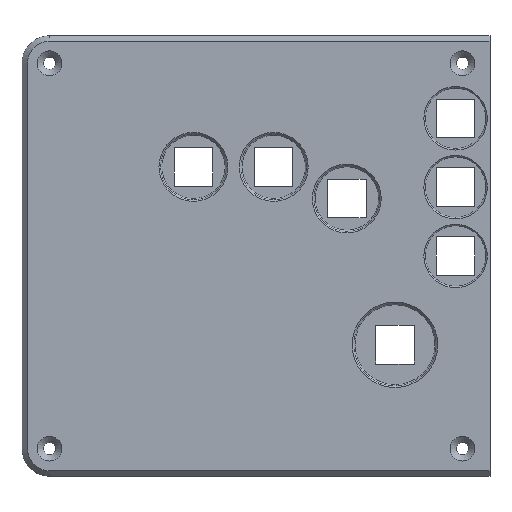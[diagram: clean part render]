
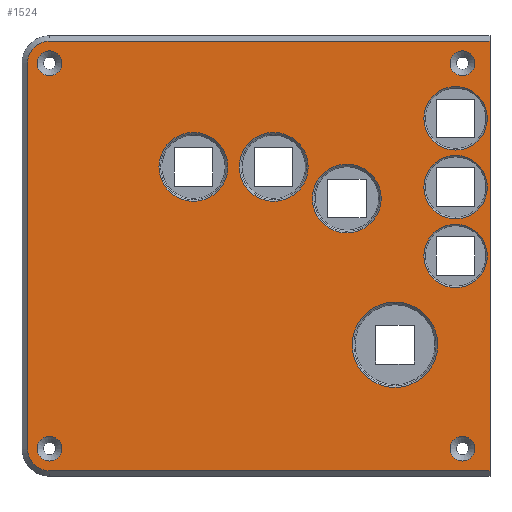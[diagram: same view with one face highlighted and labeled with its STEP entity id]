
A CAD part, top view. The second image highlights one B-rep face of the part: STEP entity #1524.
In plain terms, the highlighted planar face has unit normal (0, 0, 1).
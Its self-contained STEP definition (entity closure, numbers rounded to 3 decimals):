
#37=FACE_BOUND('',#259,.T.);
#38=FACE_BOUND('',#260,.T.);
#39=FACE_BOUND('',#261,.T.);
#40=FACE_BOUND('',#262,.T.);
#41=FACE_BOUND('',#263,.T.);
#42=FACE_BOUND('',#264,.T.);
#43=FACE_BOUND('',#265,.T.);
#44=FACE_BOUND('',#266,.T.);
#45=FACE_BOUND('',#267,.T.);
#46=FACE_BOUND('',#268,.T.);
#47=FACE_BOUND('',#269,.T.);
#63=PLANE('',#1667);
#145=FACE_OUTER_BOUND('',#258,.T.);
#258=EDGE_LOOP('',(#1188,#1189,#1190,#1191,#1192,#1193));
#259=EDGE_LOOP('',(#1194));
#260=EDGE_LOOP('',(#1195));
#261=EDGE_LOOP('',(#1196));
#262=EDGE_LOOP('',(#1197));
#263=EDGE_LOOP('',(#1198));
#264=EDGE_LOOP('',(#1199));
#265=EDGE_LOOP('',(#1200));
#266=EDGE_LOOP('',(#1201));
#267=EDGE_LOOP('',(#1202));
#268=EDGE_LOOP('',(#1203));
#269=EDGE_LOOP('',(#1204));
#400=LINE('',#2445,#546);
#401=LINE('',#2449,#547);
#402=LINE('',#2453,#548);
#403=LINE('',#2454,#549);
#546=VECTOR('',#1960,10.);
#547=VECTOR('',#1963,10.);
#548=VECTOR('',#1966,10.);
#549=VECTOR('',#1967,10.);
#663=CIRCLE('',#1665,11.525);
#665=CIRCLE('',#1668,8.);
#666=CIRCLE('',#1669,8.);
#667=CIRCLE('',#1670,11.525);
#668=CIRCLE('',#1671,12.525);
#669=CIRCLE('',#1672,15.525);
#670=CIRCLE('',#1673,4.5);
#671=CIRCLE('',#1674,4.5);
#672=CIRCLE('',#1675,4.5);
#673=CIRCLE('',#1676,4.5);
#674=CIRCLE('',#1677,12.525);
#675=CIRCLE('',#1678,12.525);
#676=CIRCLE('',#1679,11.525);
#779=VERTEX_POINT('',#2437);
#781=VERTEX_POINT('',#2443);
#782=VERTEX_POINT('',#2444);
#783=VERTEX_POINT('',#2446);
#784=VERTEX_POINT('',#2448);
#785=VERTEX_POINT('',#2450);
#786=VERTEX_POINT('',#2452);
#787=VERTEX_POINT('',#2455);
#788=VERTEX_POINT('',#2457);
#789=VERTEX_POINT('',#2459);
#790=VERTEX_POINT('',#2461);
#791=VERTEX_POINT('',#2463);
#792=VERTEX_POINT('',#2465);
#793=VERTEX_POINT('',#2467);
#794=VERTEX_POINT('',#2469);
#795=VERTEX_POINT('',#2471);
#796=VERTEX_POINT('',#2473);
#932=EDGE_CURVE('',#779,#779,#663,.T.);
#935=EDGE_CURVE('',#781,#782,#400,.T.);
#936=EDGE_CURVE('',#782,#783,#665,.T.);
#937=EDGE_CURVE('',#783,#784,#401,.T.);
#938=EDGE_CURVE('',#784,#785,#666,.T.);
#939=EDGE_CURVE('',#785,#786,#402,.T.);
#940=EDGE_CURVE('',#781,#786,#403,.T.);
#941=EDGE_CURVE('',#787,#787,#667,.T.);
#942=EDGE_CURVE('',#788,#788,#668,.T.);
#943=EDGE_CURVE('',#789,#789,#669,.T.);
#944=EDGE_CURVE('',#790,#790,#670,.T.);
#945=EDGE_CURVE('',#791,#791,#671,.T.);
#946=EDGE_CURVE('',#792,#792,#672,.T.);
#947=EDGE_CURVE('',#793,#793,#673,.T.);
#948=EDGE_CURVE('',#794,#794,#674,.T.);
#949=EDGE_CURVE('',#795,#795,#675,.T.);
#950=EDGE_CURVE('',#796,#796,#676,.T.);
#1188=ORIENTED_EDGE('',*,*,#935,.T.);
#1189=ORIENTED_EDGE('',*,*,#936,.T.);
#1190=ORIENTED_EDGE('',*,*,#937,.T.);
#1191=ORIENTED_EDGE('',*,*,#938,.T.);
#1192=ORIENTED_EDGE('',*,*,#939,.T.);
#1193=ORIENTED_EDGE('',*,*,#940,.F.);
#1194=ORIENTED_EDGE('',*,*,#941,.F.);
#1195=ORIENTED_EDGE('',*,*,#942,.F.);
#1196=ORIENTED_EDGE('',*,*,#943,.F.);
#1197=ORIENTED_EDGE('',*,*,#944,.T.);
#1198=ORIENTED_EDGE('',*,*,#945,.T.);
#1199=ORIENTED_EDGE('',*,*,#946,.T.);
#1200=ORIENTED_EDGE('',*,*,#947,.T.);
#1201=ORIENTED_EDGE('',*,*,#948,.F.);
#1202=ORIENTED_EDGE('',*,*,#949,.F.);
#1203=ORIENTED_EDGE('',*,*,#950,.F.);
#1204=ORIENTED_EDGE('',*,*,#932,.F.);
#1524=ADVANCED_FACE('',(#145,#37,#38,#39,#40,#41,#42,#43,#44,#45,#46,#47),
#63,.F.);
#1665=AXIS2_PLACEMENT_3D('',#2438,#1953,#1954);
#1667=AXIS2_PLACEMENT_3D('',#2442,#1958,#1959);
#1668=AXIS2_PLACEMENT_3D('',#2447,#1961,#1962);
#1669=AXIS2_PLACEMENT_3D('',#2451,#1964,#1965);
#1670=AXIS2_PLACEMENT_3D('',#2456,#1968,#1969);
#1671=AXIS2_PLACEMENT_3D('',#2458,#1970,#1971);
#1672=AXIS2_PLACEMENT_3D('',#2460,#1972,#1973);
#1673=AXIS2_PLACEMENT_3D('',#2462,#1974,#1975);
#1674=AXIS2_PLACEMENT_3D('',#2464,#1976,#1977);
#1675=AXIS2_PLACEMENT_3D('',#2466,#1978,#1979);
#1676=AXIS2_PLACEMENT_3D('',#2468,#1980,#1981);
#1677=AXIS2_PLACEMENT_3D('',#2470,#1982,#1983);
#1678=AXIS2_PLACEMENT_3D('',#2472,#1984,#1985);
#1679=AXIS2_PLACEMENT_3D('',#2474,#1986,#1987);
#1953=DIRECTION('center_axis',(0.,0.,1.));
#1954=DIRECTION('ref_axis',(-1.,0.,0.));
#1958=DIRECTION('center_axis',(0.,0.,-1.));
#1959=DIRECTION('ref_axis',(1.,0.,0.));
#1960=DIRECTION('',(-1.,0.,0.));
#1961=DIRECTION('center_axis',(0.,0.,1.));
#1962=DIRECTION('ref_axis',(-1.,0.,0.));
#1963=DIRECTION('',(0.,-1.,0.));
#1964=DIRECTION('center_axis',(0.,0.,1.));
#1965=DIRECTION('ref_axis',(0.,-1.,0.));
#1966=DIRECTION('',(1.,0.,0.));
#1967=DIRECTION('',(0.,-1.,0.));
#1968=DIRECTION('center_axis',(0.,0.,1.));
#1969=DIRECTION('ref_axis',(-1.,0.,0.));
#1970=DIRECTION('center_axis',(0.,0.,1.));
#1971=DIRECTION('ref_axis',(-1.,0.,0.));
#1972=DIRECTION('center_axis',(0.,0.,1.));
#1973=DIRECTION('ref_axis',(-1.,0.,0.));
#1974=DIRECTION('center_axis',(0.,0.,-1.));
#1975=DIRECTION('ref_axis',(1.,0.,0.));
#1976=DIRECTION('center_axis',(0.,0.,-1.));
#1977=DIRECTION('ref_axis',(1.,0.,0.));
#1978=DIRECTION('center_axis',(0.,0.,-1.));
#1979=DIRECTION('ref_axis',(1.,0.,0.));
#1980=DIRECTION('center_axis',(0.,0.,-1.));
#1981=DIRECTION('ref_axis',(1.,0.,0.));
#1982=DIRECTION('center_axis',(0.,0.,1.));
#1983=DIRECTION('ref_axis',(-1.,0.,0.));
#1984=DIRECTION('center_axis',(0.,0.,1.));
#1985=DIRECTION('ref_axis',(-1.,0.,0.));
#1986=DIRECTION('center_axis',(0.,0.,1.));
#1987=DIRECTION('ref_axis',(-1.,0.,0.));
#2437=CARTESIAN_POINT('',(-0.975,50.,26.));
#2438=CARTESIAN_POINT('Origin',(-12.5,50.,26.));
#2442=CARTESIAN_POINT('Origin',(-85.,0.,26.));
#2443=CARTESIAN_POINT('',(-0.001,78.,26.));
#2444=CARTESIAN_POINT('',(-160.,78.,26.));
#2445=CARTESIAN_POINT('',(-122.5,78.,26.));
#2446=CARTESIAN_POINT('',(-168.,70.,26.));
#2447=CARTESIAN_POINT('Origin',(-160.,70.,26.));
#2448=CARTESIAN_POINT('',(-168.,-70.,26.));
#2449=CARTESIAN_POINT('',(-168.,-35.,26.));
#2450=CARTESIAN_POINT('',(-160.001,-78.,26.));
#2451=CARTESIAN_POINT('Origin',(-160.,-70.,26.));
#2452=CARTESIAN_POINT('',(-0.001,-78.,26.));
#2453=CARTESIAN_POINT('',(-42.501,-78.,26.));
#2454=CARTESIAN_POINT('',(-0.001,80.,26.));
#2455=CARTESIAN_POINT('',(-0.975,25.,26.));
#2456=CARTESIAN_POINT('Origin',(-12.5,25.,26.));
#2457=CARTESIAN_POINT('',(-66.05,32.356,26.));
#2458=CARTESIAN_POINT('Origin',(-78.575,32.356,26.));
#2459=CARTESIAN_POINT('',(-19.003,-32.242,26.));
#2460=CARTESIAN_POINT('Origin',(-34.528,-32.242,26.));
#2461=CARTESIAN_POINT('',(-164.5,-70.,26.));
#2462=CARTESIAN_POINT('Origin',(-160.,-70.,26.));
#2463=CARTESIAN_POINT('',(-14.501,70.,26.));
#2464=CARTESIAN_POINT('Origin',(-10.001,70.,26.));
#2465=CARTESIAN_POINT('',(-14.501,-70.,26.));
#2466=CARTESIAN_POINT('Origin',(-10.001,-70.,26.));
#2467=CARTESIAN_POINT('',(-164.5,70.,26.));
#2468=CARTESIAN_POINT('Origin',(-160.,70.,26.));
#2469=CARTESIAN_POINT('',(-39.484,20.875,26.));
#2470=CARTESIAN_POINT('Origin',(-52.009,20.875,26.));
#2471=CARTESIAN_POINT('',(-95.212,32.359,26.));
#2472=CARTESIAN_POINT('Origin',(-107.737,32.359,26.));
#2473=CARTESIAN_POINT('',(-0.975,0.,26.));
#2474=CARTESIAN_POINT('Origin',(-12.5,0.,26.));
